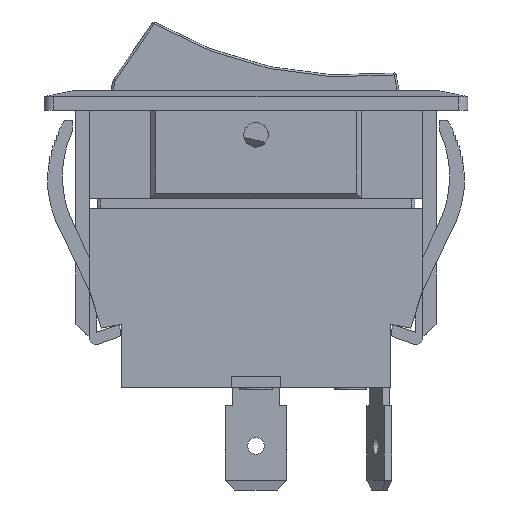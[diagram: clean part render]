
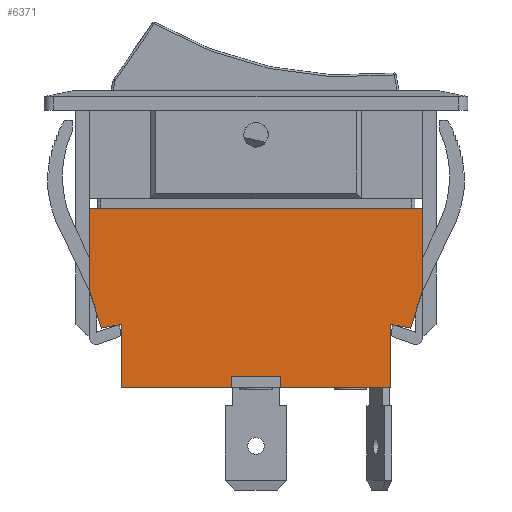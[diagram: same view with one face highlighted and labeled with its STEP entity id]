
A CAD part, front view. The second image highlights one B-rep face of the part: STEP entity #6371.
In plain terms, the highlighted planar face has unit normal (0, -1, 0).
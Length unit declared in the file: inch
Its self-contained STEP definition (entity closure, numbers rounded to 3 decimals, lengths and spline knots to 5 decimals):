
#6189=CARTESIAN_POINT('',(-0.66929,-0.38386,0.3937));
#6190=VERTEX_POINT('',#6189);
#6197=CARTESIAN_POINT('',(-0.66929,-0.38386,0.72047));
#6198=VERTEX_POINT('',#6197);
#6199=CARTESIAN_POINT('',(-0.66929,-0.38386,0.3937));
#6200=DIRECTION('',(0.0,0.0,1.0));
#6201=VECTOR('',#6200,0.32677);
#6202=LINE('',#6199,#6201);
#6203=EDGE_CURVE('',#6190,#6198,#6202,.T.);
#6241=CARTESIAN_POINT('',(0.66929,-0.38386,0.72047));
#6242=VERTEX_POINT('',#6241);
#6243=CARTESIAN_POINT('',(0.66929,-0.38386,0.72047));
#6244=DIRECTION('',(-1.0,0.0,0.0));
#6245=VECTOR('',#6244,1.33858);
#6246=LINE('',#6243,#6245);
#6247=EDGE_CURVE('',#6242,#6198,#6246,.T.);
#6268=CARTESIAN_POINT('',(0.73622,-0.38386,-0.03602));
#6269=DIRECTION('',(0.0,-1.0,0.0));
#6270=DIRECTION('',(0.0,0.0,-1.0));
#6271=AXIS2_PLACEMENT_3D('',#6268,#6269,#6270);
#6272=PLANE('',#6271);
#6273=ORIENTED_EDGE('',*,*,#6247,.T.);
#6274=ORIENTED_EDGE('',*,*,#6203,.F.);
#6275=CARTESIAN_POINT('',(-0.62008,-0.38386,0.24016));
#6276=VERTEX_POINT('',#6275);
#6277=CARTESIAN_POINT('',(-0.66929,-0.38386,0.3937));
#6278=DIRECTION('',(0.305,0.0,-0.952));
#6279=VECTOR('',#6278,0.16124);
#6280=LINE('',#6277,#6279);
#6281=EDGE_CURVE('',#6190,#6276,#6280,.T.);
#6282=ORIENTED_EDGE('',*,*,#6281,.T.);
#6283=CARTESIAN_POINT('',(-0.54134,-0.38386,0.25591));
#6284=VERTEX_POINT('',#6283);
#6285=CARTESIAN_POINT('',(-0.62008,-0.38386,0.24016));
#6286=DIRECTION('',(0.981,0.0,0.196));
#6287=VECTOR('',#6286,0.0803);
#6288=LINE('',#6285,#6287);
#6289=EDGE_CURVE('',#6276,#6284,#6288,.T.);
#6290=ORIENTED_EDGE('',*,*,#6289,.T.);
#6291=CARTESIAN_POINT('',(-0.54134,-0.38386,0.));
#6292=VERTEX_POINT('',#6291);
#6293=CARTESIAN_POINT('',(-0.54134,-0.38386,0.25591));
#6294=DIRECTION('',(0.0,0.0,-1.0));
#6295=VECTOR('',#6294,0.25591);
#6296=LINE('',#6293,#6295);
#6297=EDGE_CURVE('',#6284,#6292,#6296,.T.);
#6298=ORIENTED_EDGE('',*,*,#6297,.T.);
#6299=CARTESIAN_POINT('',(-0.09843,-0.38386,0.));
#6300=VERTEX_POINT('',#6299);
#6301=CARTESIAN_POINT('',(-0.09843,-0.38386,0.));
#6302=DIRECTION('',(-1.0,0.0,0.0));
#6303=VECTOR('',#6302,0.44291);
#6304=LINE('',#6301,#6303);
#6305=EDGE_CURVE('',#6300,#6292,#6304,.T.);
#6306=ORIENTED_EDGE('',*,*,#6305,.F.);
#6307=CARTESIAN_POINT('',(-0.09843,-0.38386,0.04724));
#6308=VERTEX_POINT('',#6307);
#6309=CARTESIAN_POINT('',(-0.09843,-0.38386,0.));
#6310=DIRECTION('',(0.0,0.0,1.0));
#6311=VECTOR('',#6310,0.04724);
#6312=LINE('',#6309,#6311);
#6313=EDGE_CURVE('',#6300,#6308,#6312,.T.);
#6314=ORIENTED_EDGE('',*,*,#6313,.T.);
#6315=CARTESIAN_POINT('',(0.09843,-0.38386,0.04724));
#6316=VERTEX_POINT('',#6315);
#6317=CARTESIAN_POINT('',(-0.09843,-0.38386,0.04724));
#6318=DIRECTION('',(1.0,0.0,0.0));
#6319=VECTOR('',#6318,0.19685);
#6320=LINE('',#6317,#6319);
#6321=EDGE_CURVE('',#6308,#6316,#6320,.T.);
#6322=ORIENTED_EDGE('',*,*,#6321,.T.);
#6323=CARTESIAN_POINT('',(0.09843,-0.38386,0.));
#6324=VERTEX_POINT('',#6323);
#6325=CARTESIAN_POINT('',(0.09843,-0.38386,0.04724));
#6326=DIRECTION('',(0.0,0.0,-1.0));
#6327=VECTOR('',#6326,0.04724);
#6328=LINE('',#6325,#6327);
#6329=EDGE_CURVE('',#6316,#6324,#6328,.T.);
#6330=ORIENTED_EDGE('',*,*,#6329,.T.);
#6331=CARTESIAN_POINT('',(0.54134,-0.38386,0.));
#6332=VERTEX_POINT('',#6331);
#6333=CARTESIAN_POINT('',(0.54134,-0.38386,0.));
#6334=DIRECTION('',(-1.0,0.0,0.0));
#6335=VECTOR('',#6334,0.44291);
#6336=LINE('',#6333,#6335);
#6337=EDGE_CURVE('',#6332,#6324,#6336,.T.);
#6338=ORIENTED_EDGE('',*,*,#6337,.F.);
#6339=CARTESIAN_POINT('',(0.54134,-0.38386,0.25591));
#6340=VERTEX_POINT('',#6339);
#6341=CARTESIAN_POINT('',(0.54134,-0.38386,0.));
#6342=DIRECTION('',(0.0,0.0,1.0));
#6343=VECTOR('',#6342,0.25591);
#6344=LINE('',#6341,#6343);
#6345=EDGE_CURVE('',#6332,#6340,#6344,.T.);
#6346=ORIENTED_EDGE('',*,*,#6345,.T.);
#6347=CARTESIAN_POINT('',(0.62008,-0.38386,0.24016));
#6348=VERTEX_POINT('',#6347);
#6349=CARTESIAN_POINT('',(0.54134,-0.38386,0.25591));
#6350=DIRECTION('',(0.981,0.0,-0.196));
#6351=VECTOR('',#6350,0.0803);
#6352=LINE('',#6349,#6351);
#6353=EDGE_CURVE('',#6340,#6348,#6352,.T.);
#6354=ORIENTED_EDGE('',*,*,#6353,.T.);
#6355=CARTESIAN_POINT('',(0.66929,-0.38386,0.3937));
#6356=VERTEX_POINT('',#6355);
#6357=CARTESIAN_POINT('',(0.62008,-0.38386,0.24016));
#6358=DIRECTION('',(0.305,0.0,0.952));
#6359=VECTOR('',#6358,0.16124);
#6360=LINE('',#6357,#6359);
#6361=EDGE_CURVE('',#6348,#6356,#6360,.T.);
#6362=ORIENTED_EDGE('',*,*,#6361,.T.);
#6363=CARTESIAN_POINT('',(0.66929,-0.38386,0.3937));
#6364=DIRECTION('',(0.0,0.0,1.0));
#6365=VECTOR('',#6364,0.32677);
#6366=LINE('',#6363,#6365);
#6367=EDGE_CURVE('',#6356,#6242,#6366,.T.);
#6368=ORIENTED_EDGE('',*,*,#6367,.T.);
#6369=EDGE_LOOP('',(#6273,#6274,#6282,#6290,#6298,#6306,#6314,#6322,#6330,#6338,#6346,#6354,#6362,#6368));
#6370=FACE_OUTER_BOUND('',#6369,.T.);
#6371=ADVANCED_FACE('',(#6370),#6272,.T.);
